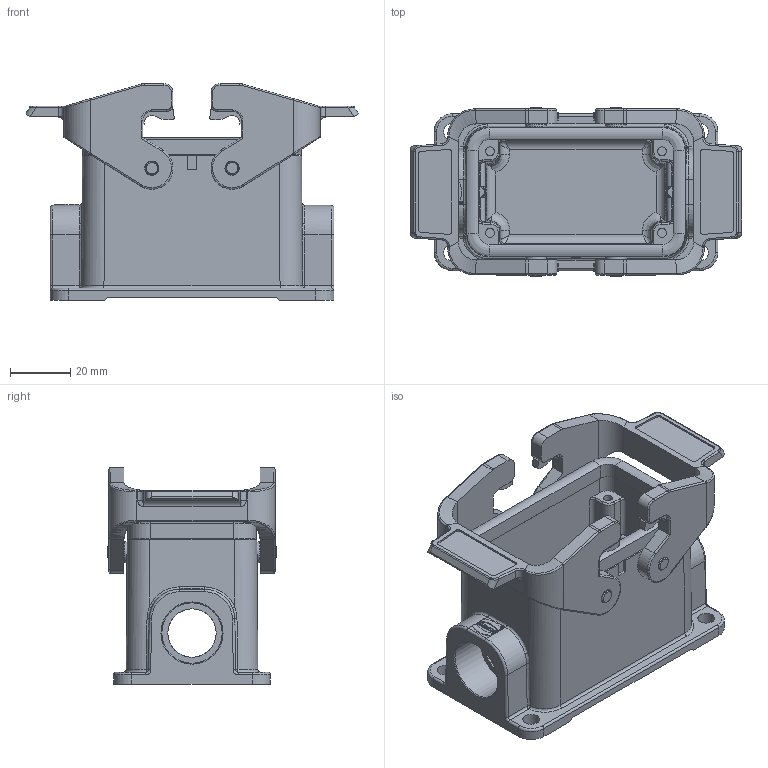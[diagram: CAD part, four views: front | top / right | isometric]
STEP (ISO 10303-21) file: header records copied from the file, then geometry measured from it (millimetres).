
FILE_DESCRIPTION(/* description */ (''),/* implementation_level */ '2;1');
FILE_NAME(/* name */ '100581635ugm000_a.stp',/* time_stamp */ '2014-06-25T11:04:07+02:00',/* author */ (''),/* organization */ (''),/* preprocessor_version */ 'ST-DEVELOPER v15',/* originating_system */ 'SIEMENS PLM Software NX 8.5',/* authorisation */ '');
FILE_SCHEMA (('AUTOMOTIVE_DESIGN { 1 0 10303 214 3 1 1 1 }'));
Length unit declared in the file: millimetre
Products named in the file (1): 100581635ugm000_a
Bounding box: 110 x 56.06 x 71.8 mm (x, y, z)
Volume: 95736 mm3; surface area: 46648.6 mm2
Topology: 1 solids, 1 shells, 679 faces, 1725 edges, 1072 vertices
Faces by surface type: plane 283, cylinder 242, bspline 108, torus 32, cone 8, sphere 4, extrusion 2
Full cylindrical faces by diameter (mm): 0.88 x1, 1.04 x1, 3 x4, 5.6 x4, 7 x4, 16 x2, 20 x2
Entity records: 26398 total; most frequent: CARTESIAN_POINT 7694, ORIENTED_EDGE 3300, DIRECTION 3231, EDGE_CURVE 1650, AXIS2_PLACEMENT_3D 1154, VERTEX_POINT 1040, VECTOR 923, LINE 921
